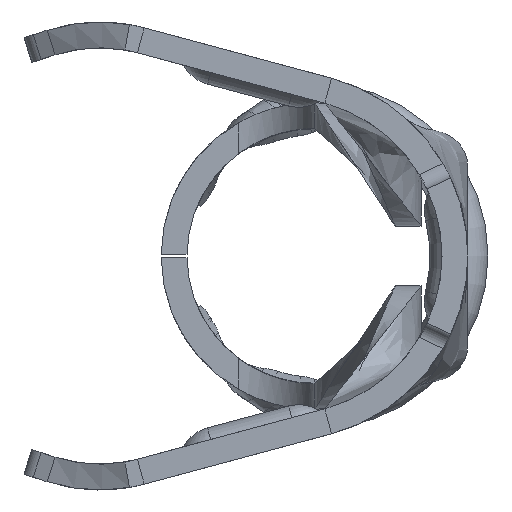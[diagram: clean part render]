
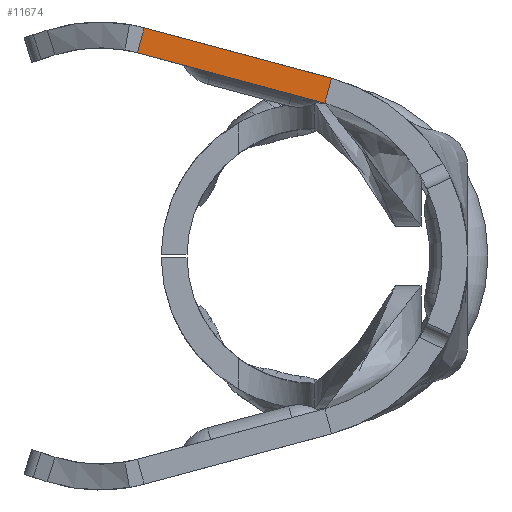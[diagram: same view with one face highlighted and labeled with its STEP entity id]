
A CAD part, left-side view. The second image highlights one B-rep face of the part: STEP entity #11674.
In plain terms, the highlighted planar face has unit normal (-1, 0, 0).
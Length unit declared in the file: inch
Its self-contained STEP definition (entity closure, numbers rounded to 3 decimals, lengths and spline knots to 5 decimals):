
#7 = CARTESIAN_POINT ( 'NONE',  ( -1.875, 0.10555, 0.14137 ) ) ;
#366 = CARTESIAN_POINT ( 'NONE',  ( -1.875, 0.10971, 0.12591 ) ) ;
#678 = FACE_OUTER_BOUND ( 'NONE', #22754, .T. ) ;
#2094 = VECTOR ( 'NONE', #22816, 39.37008 ) ;
#3425 = CARTESIAN_POINT ( 'NONE',  ( -1.875, 0.28945, -1.00587 ) ) ;
#3789 = EDGE_CURVE ( 'NONE', #9471, #13793, #23329, .T. ) ;
#5055 = VECTOR ( 'NONE', #25519, 39.37008 ) ;
#5177 = DIRECTION ( 'NONE',  ( 0., -0.966, -0.26 ) ) ;
#6149 = LINE ( 'NONE', #14469, #2094 ) ;
#6853 = ORIENTED_EDGE ( 'NONE', *, *, #9141, .F. ) ;
#6970 = DIRECTION ( 'NONE',  ( 0., -0.501, 0.865 ) ) ;
#7756 = VECTOR ( 'NONE', #11767, 39.37008 ) ;
#8131 = EDGE_CURVE ( 'NONE', #13899, #23505, #22148, .T. ) ;
#9018 = PLANE ( 'NONE',  #14487 ) ;
#9141 = EDGE_CURVE ( 'NONE', #13793, #23505, #15552, .T. ) ;
#9471 = VERTEX_POINT ( 'NONE', #366 ) ;
#10471 = ORIENTED_EDGE ( 'NONE', *, *, #12639, .F. ) ;
#11674 = ADVANCED_FACE ( 'NONE', ( #678 ), #9018, .F. ) ;
#11767 = DIRECTION ( 'NONE',  ( 0., -0.26, 0.966 ) ) ;
#12639 = EDGE_CURVE ( 'NONE', #13899, #9471, #6149, .T. ) ;
#13196 = VECTOR ( 'NONE', #5177, 39.37008 ) ;
#13793 = VERTEX_POINT ( 'NONE', #7 ) ;
#13899 = VERTEX_POINT ( 'NONE', #16951 ) ;
#14469 = CARTESIAN_POINT ( 'NONE',  ( -1.875, -0.00639, 0.09471 ) ) ;
#14487 = AXIS2_PLACEMENT_3D ( 'NONE', #17350, #25700, #6970 ) ;
#15167 = ORIENTED_EDGE ( 'NONE', *, *, #3789, .F. ) ;
#15552 = LINE ( 'NONE', #23904, #13196 ) ;
#16951 = CARTESIAN_POINT ( 'NONE',  ( -1.875, -0.00639, 0.09471 ) ) ;
#17162 = CARTESIAN_POINT ( 'NONE',  ( -1.875, 0.40555, -0.97467 ) ) ;
#17350 = CARTESIAN_POINT ( 'NONE',  ( -1.875, 0.28945, -1.00587 ) ) ;
#20613 = ORIENTED_EDGE ( 'NONE', *, *, #8131, .T. ) ;
#22148 = LINE ( 'NONE', #3425, #7756 ) ;
#22754 = EDGE_LOOP ( 'NONE', ( #20613, #6853, #15167, #10471 ) ) ;
#22816 = DIRECTION ( 'NONE',  ( 0., 0.966, 0.26 ) ) ;
#23329 = LINE ( 'NONE', #17162, #5055 ) ;
#23505 = VERTEX_POINT ( 'NONE', #26005 ) ;
#23904 = CARTESIAN_POINT ( 'NONE',  ( -1.875, -0.01054, 0.11016 ) ) ;
#25519 = DIRECTION ( 'NONE',  ( 0., -0.26, 0.966 ) ) ;
#25700 = DIRECTION ( 'NONE',  ( 1., 0., 0. ) ) ;
#26005 = CARTESIAN_POINT ( 'NONE',  ( -1.875, -0.01054, 0.11016 ) ) ;
